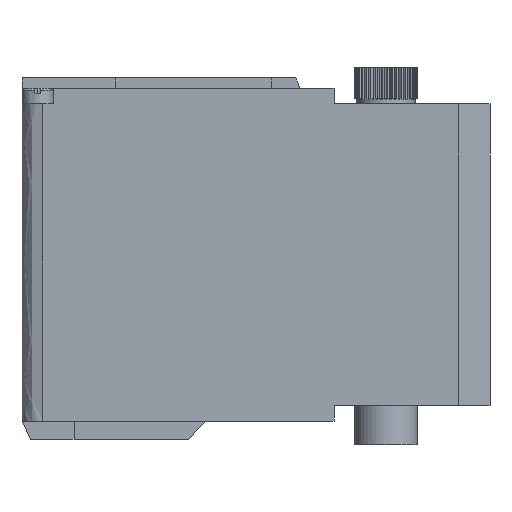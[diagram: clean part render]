
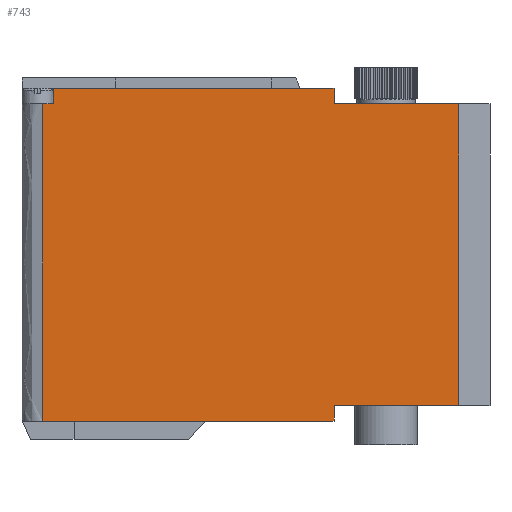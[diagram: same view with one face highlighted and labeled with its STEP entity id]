
A CAD part, front view. The second image highlights one B-rep face of the part: STEP entity #743.
In plain terms, the highlighted planar face has unit normal (0, -1, 0).
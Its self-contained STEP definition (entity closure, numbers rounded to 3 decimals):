
#743=ADVANCED_FACE('',(#1208),#7495,.T.);
#1208=FACE_OUTER_BOUND('',#1682,.T.);
#1682=EDGE_LOOP('',(#2504,#2505,#2506,#2507,#2508,#2509,#2510,#2511,#2512,
#2513));
#2504=ORIENTED_EDGE('',*,*,#4872,.T.);
#2505=ORIENTED_EDGE('',*,*,#4763,.F.);
#2506=ORIENTED_EDGE('',*,*,#4762,.T.);
#2507=ORIENTED_EDGE('',*,*,#4699,.T.);
#2508=ORIENTED_EDGE('',*,*,#4704,.T.);
#2509=ORIENTED_EDGE('',*,*,#4771,.T.);
#2510=ORIENTED_EDGE('',*,*,#4705,.F.);
#2511=ORIENTED_EDGE('',*,*,#4694,.T.);
#2512=ORIENTED_EDGE('',*,*,#4879,.F.);
#2513=ORIENTED_EDGE('',*,*,#4871,.F.);
#4694=EDGE_CURVE('',#6712,#6713,#5896,.T.);
#4699=EDGE_CURVE('',#6716,#6717,#5901,.T.);
#4704=EDGE_CURVE('',#6717,#6769,#5906,.T.);
#4705=EDGE_CURVE('',#6712,#6767,#5907,.T.);
#4762=EDGE_CURVE('',#6760,#6716,#5952,.T.);
#4763=EDGE_CURVE('',#6760,#6832,#5953,.T.);
#4771=EDGE_CURVE('',#6769,#6767,#5960,.T.);
#4871=EDGE_CURVE('',#6830,#6831,#6023,.T.);
#4872=EDGE_CURVE('',#6830,#6832,#6024,.T.);
#4879=EDGE_CURVE('',#6831,#6713,#6029,.T.);
#5896=B_SPLINE_CURVE_WITH_KNOTS('',1,(#9786,#9787),.UNSPECIFIED.,.F.,.F.,
(2,2),(0.,1.5),.UNSPECIFIED.);
#5901=B_SPLINE_CURVE_WITH_KNOTS('',1,(#9796,#9797),.UNSPECIFIED.,.F.,.F.,
(2,2),(0.,1.5),.UNSPECIFIED.);
#5906=B_SPLINE_CURVE_WITH_KNOTS('',1,(#9806,#9807),.UNSPECIFIED.,.F.,.F.,
(2,2),(30.,42.),.UNSPECIFIED.);
#5907=B_SPLINE_CURVE_WITH_KNOTS('',1,(#9808,#9809),.UNSPECIFIED.,.F.,.F.,
(2,2),(30.,42.),.UNSPECIFIED.);
#5952=B_SPLINE_CURVE_WITH_KNOTS('',1,(#9938,#9939),.UNSPECIFIED.,.F.,.F.,
(2,2),(2.,30.),.UNSPECIFIED.);
#5953=B_SPLINE_CURVE_WITH_KNOTS('',1,(#9940,#9941),.UNSPECIFIED.,.F.,.F.,
(2,2),(0.,30.5),.UNSPECIFIED.);
#5960=B_SPLINE_CURVE_WITH_KNOTS('',1,(#9957,#9958),.UNSPECIFIED.,.F.,.F.,
(2,2),(10.,39.),.UNSPECIFIED.);
#6023=B_SPLINE_CURVE_WITH_KNOTS('',1,(#10236,#10237),.UNSPECIFIED.,.F.,
 .F.,(2,2),(30.5,32.),.UNSPECIFIED.);
#6024=B_SPLINE_CURVE_WITH_KNOTS('',1,(#10238,#10239),.UNSPECIFIED.,.F.,
 .F.,(2,2),(-5.,-4.),.UNSPECIFIED.);
#6029=B_SPLINE_CURVE_WITH_KNOTS('',1,(#10254,#10255),.UNSPECIFIED.,.F.,
 .F.,(2,2),(3.,30.),.UNSPECIFIED.);
#6712=VERTEX_POINT('',#9586);
#6713=VERTEX_POINT('',#9587);
#6716=VERTEX_POINT('',#9590);
#6717=VERTEX_POINT('',#9591);
#6760=VERTEX_POINT('',#9634);
#6767=VERTEX_POINT('',#9641);
#6769=VERTEX_POINT('',#9643);
#6830=VERTEX_POINT('',#9704);
#6831=VERTEX_POINT('',#9705);
#6832=VERTEX_POINT('',#9706);
#7495=PLANE('',#7859);
#7859=AXIS2_PLACEMENT_3D('',#9113,#8206,$);
#8206=DIRECTION('',(0.,-1.,0.));
#9113=CARTESIAN_POINT('',(0.,-3.,-1.5));
#9586=CARTESIAN_POINT('',(30.,-3.,29.));
#9587=CARTESIAN_POINT('',(30.,-3.,30.5));
#9590=CARTESIAN_POINT('',(30.,-3.,-1.5));
#9591=CARTESIAN_POINT('',(30.,-3.,0.));
#9634=CARTESIAN_POINT('',(2.,-3.,-1.5));
#9641=CARTESIAN_POINT('',(42.,-3.,29.));
#9643=CARTESIAN_POINT('',(42.,-3.,0.));
#9704=CARTESIAN_POINT('',(3.,-3.,29.));
#9705=CARTESIAN_POINT('',(3.,-3.,30.5));
#9706=CARTESIAN_POINT('',(2.,-3.,29.));
#9786=CARTESIAN_POINT('',(30.,-3.,29.));
#9787=CARTESIAN_POINT('',(30.,-3.,30.5));
#9796=CARTESIAN_POINT('',(30.,-3.,-1.5));
#9797=CARTESIAN_POINT('',(30.,-3.,0.));
#9806=CARTESIAN_POINT('',(30.,-3.,0.));
#9807=CARTESIAN_POINT('',(42.,-3.,0.));
#9808=CARTESIAN_POINT('',(30.,-3.,29.));
#9809=CARTESIAN_POINT('',(42.,-3.,29.));
#9938=CARTESIAN_POINT('',(2.,-3.,-1.5));
#9939=CARTESIAN_POINT('',(30.,-3.,-1.5));
#9940=CARTESIAN_POINT('',(2.,-3.,-1.5));
#9941=CARTESIAN_POINT('',(2.,-3.,29.));
#9957=CARTESIAN_POINT('',(42.,-3.,0.));
#9958=CARTESIAN_POINT('',(42.,-3.,29.));
#10236=CARTESIAN_POINT('',(3.,-3.,29.));
#10237=CARTESIAN_POINT('',(3.,-3.,30.5));
#10238=CARTESIAN_POINT('',(3.,-3.,29.));
#10239=CARTESIAN_POINT('',(2.,-3.,29.));
#10254=CARTESIAN_POINT('',(3.,-3.,30.5));
#10255=CARTESIAN_POINT('',(30.,-3.,30.5));
